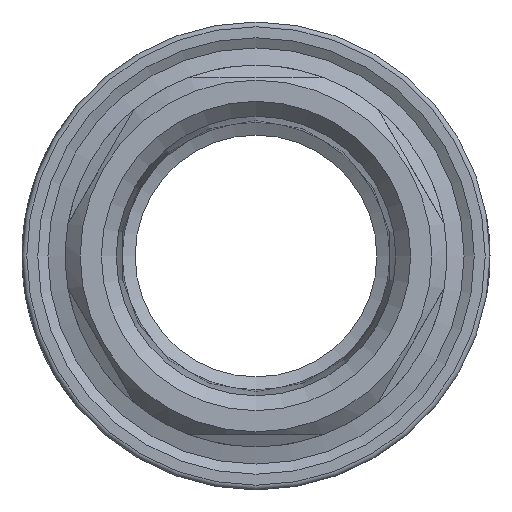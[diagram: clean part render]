
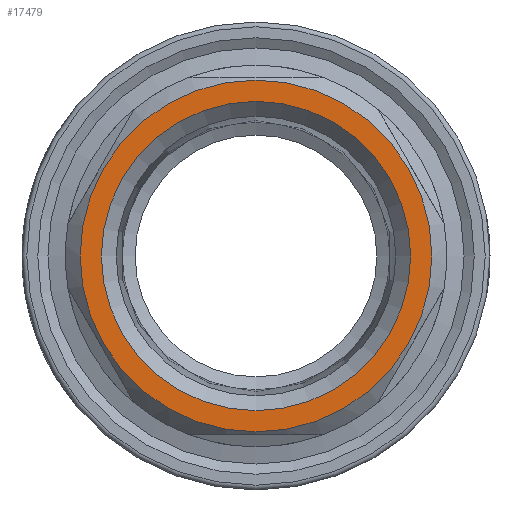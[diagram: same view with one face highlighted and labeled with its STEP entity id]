
A CAD part, front view. The second image highlights one B-rep face of the part: STEP entity #17479.
In plain terms, the highlighted planar face has unit normal (0, -1, 0).
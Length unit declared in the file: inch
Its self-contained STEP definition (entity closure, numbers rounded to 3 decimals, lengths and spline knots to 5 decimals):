
#1037=FACE_BOUND('',#5202,.T.);
#1132=PLANE('',#18469);
#4250=FACE_OUTER_BOUND('',#5201,.T.);
#5201=EDGE_LOOP('',(#11324));
#5202=EDGE_LOOP('',(#11325,#11326));
#6245=CIRCLE('',#18459,0.737);
#6252=CIRCLE('',#18470,0.648);
#6253=CIRCLE('',#18471,0.648);
#6921=VERTEX_POINT('',#23709);
#6941=VERTEX_POINT('',#23771);
#6942=VERTEX_POINT('',#23772);
#8676=EDGE_CURVE('',#6921,#6921,#6245,.T.);
#8700=EDGE_CURVE('',#6941,#6942,#6252,.T.);
#8701=EDGE_CURVE('',#6942,#6941,#6253,.T.);
#11324=ORIENTED_EDGE('',*,*,#8676,.F.);
#11325=ORIENTED_EDGE('',*,*,#8700,.F.);
#11326=ORIENTED_EDGE('',*,*,#8701,.F.);
#17479=ADVANCED_FACE('',(#4250,#1037),#1132,.T.);
#18459=AXIS2_PLACEMENT_3D('',#23710,#19801,#19802);
#18469=AXIS2_PLACEMENT_3D('',#23770,#19831,#19832);
#18470=AXIS2_PLACEMENT_3D('',#23773,#19833,#19834);
#18471=AXIS2_PLACEMENT_3D('',#23774,#19835,#19836);
#19801=DIRECTION('center_axis',(0.,1.,0.));
#19802=DIRECTION('ref_axis',(0.,0.,
-1.));
#19831=DIRECTION('center_axis',(0.,-1.,0.));
#19832=DIRECTION('ref_axis',(1.,0.,0.));
#19833=DIRECTION('center_axis',(0.,-1.,0.));
#19834=DIRECTION('ref_axis',(-1.,0.,0.));
#19835=DIRECTION('center_axis',(0.,-1.,0.));
#19836=DIRECTION('ref_axis',(-1.,0.,0.));
#23709=CARTESIAN_POINT('',(0.,-1.10884,0.737));
#23710=CARTESIAN_POINT('Origin',(0.,-1.10884,
0.));
#23770=CARTESIAN_POINT('Origin',(0.,-1.10884,
0.648));
#23771=CARTESIAN_POINT('',(0.,-1.10884,0.648));
#23772=CARTESIAN_POINT('',(0.,-1.10884,-0.648));
#23773=CARTESIAN_POINT('Origin',(0.,-1.10884,
0.));
#23774=CARTESIAN_POINT('Origin',(0.,-1.10884,
0.));
